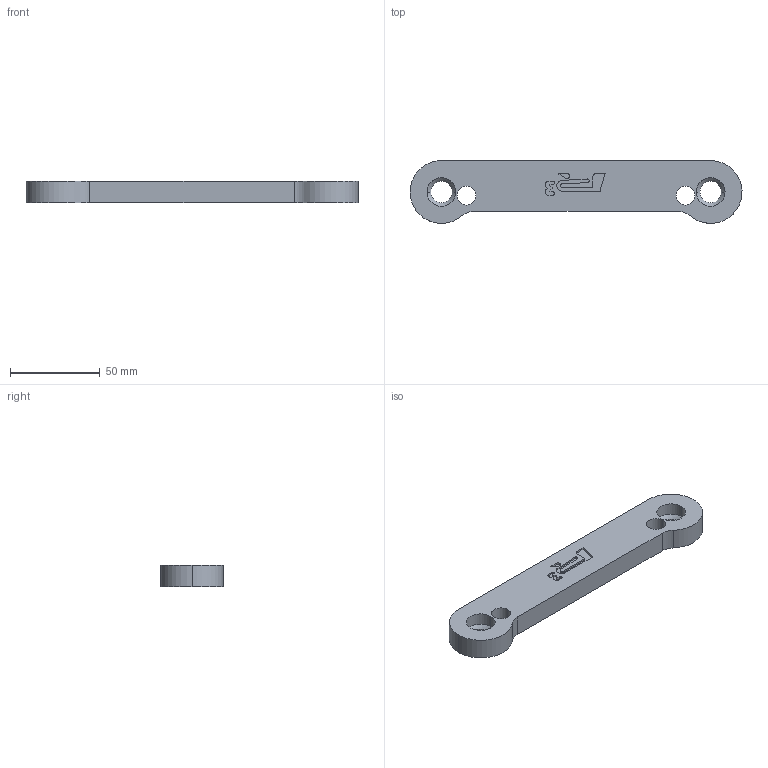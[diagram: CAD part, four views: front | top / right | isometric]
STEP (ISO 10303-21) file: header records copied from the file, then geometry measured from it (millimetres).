
FILE_DESCRIPTION (( 'STEP AP203' ), '1' );
FILE_NAME ('cale etrier e92.STEP', '2020-08-05T19:43:32', ( '' ), ( '' ), 'SwSTEP 2.0', 'SolidWorks 2014', '' );
FILE_SCHEMA (( 'CONFIG_CONTROL_DESIGN' ));
Length unit declared in the file: millimetre
Products named in the file (1): cale etrier e92
Bounding box: 184.97 x 34.98 x 12 mm (x, y, z)
Volume: 57748.7 mm3; surface area: 16789.5 mm2
Topology: 1 solids, 1 shells, 66 faces, 175 edges, 114 vertices
Faces by surface type: cylinder 38, plane 24, cone 4
Entity records: 2164 total; most frequent: DIRECTION 385, CARTESIAN_POINT 356, ORIENTED_EDGE 350, EDGE_CURVE 175, AXIS2_PLACEMENT_3D 143, VERTEX_POINT 114, VECTOR 99, LINE 99
